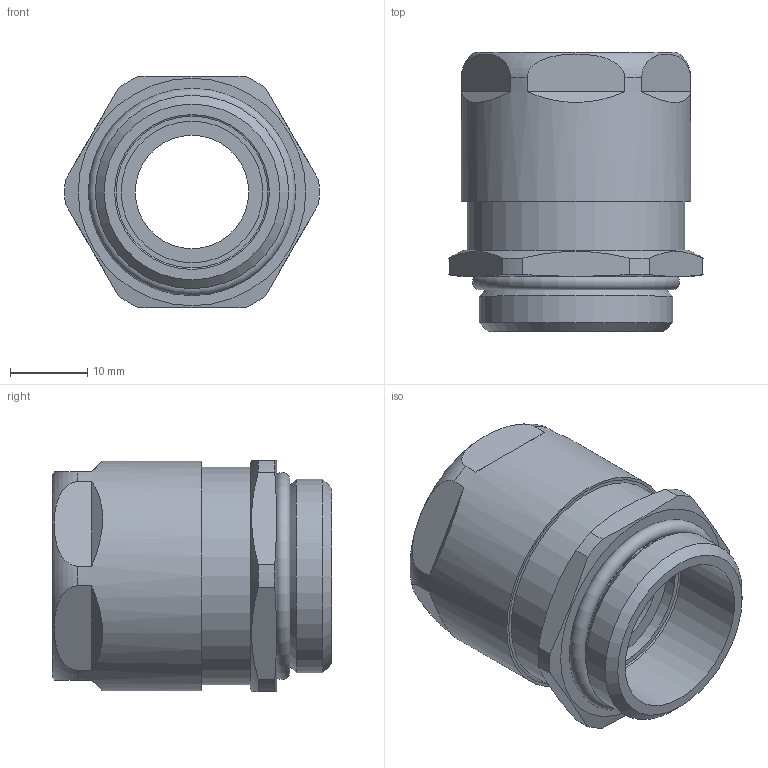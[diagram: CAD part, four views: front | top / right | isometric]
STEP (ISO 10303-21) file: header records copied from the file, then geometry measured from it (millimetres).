
FILE_DESCRIPTION(/* description */ ('STEP AP214'),/* implementation_level */ '2;1');
FILE_NAME(/* name */ '1752250050.stp',/* time_stamp */ '2022-06-08T10:31:11+02:00',/* author */ ('sl'),/* organization */ (''),/* preprocessor_version */ 'ST-DEVELOPER v16.5',/* originating_system */ 'Autodesk Inventor 2017',/* authorisation */ '');
FILE_SCHEMA (('AUTOMOTIVE_DESIGN { 1 0 10303 214 3 1 1 }'));
Length unit declared in the file: millimetre
Products named in the file (1): 1752250050
Bounding box: 32.88 x 36.1 x 29.9 mm (x, y, z)
Volume: 14650.4 mm3; surface area: 6391.8 mm2
Topology: 1 solids, 1 shells, 49 faces, 119 edges, 78 vertices
Faces by surface type: plane 26, cylinder 14, cone 5, torus 4
Full cylindrical faces by diameter (mm): 14.65 x1, 18.3 x1, 18.45 x1, 20 x1, 22.875 x1, 25 x1, 28.15 x1, 29.7 x1
Entity records: 1491 total; most frequent: CARTESIAN_POINT 348, DIRECTION 224, ORIENTED_EDGE 190, AXIS2_PLACEMENT_3D 97, EDGE_CURVE 95, EDGE_LOOP 74, VERTEX_POINT 71, FACE_OUTER_BOUND 49
